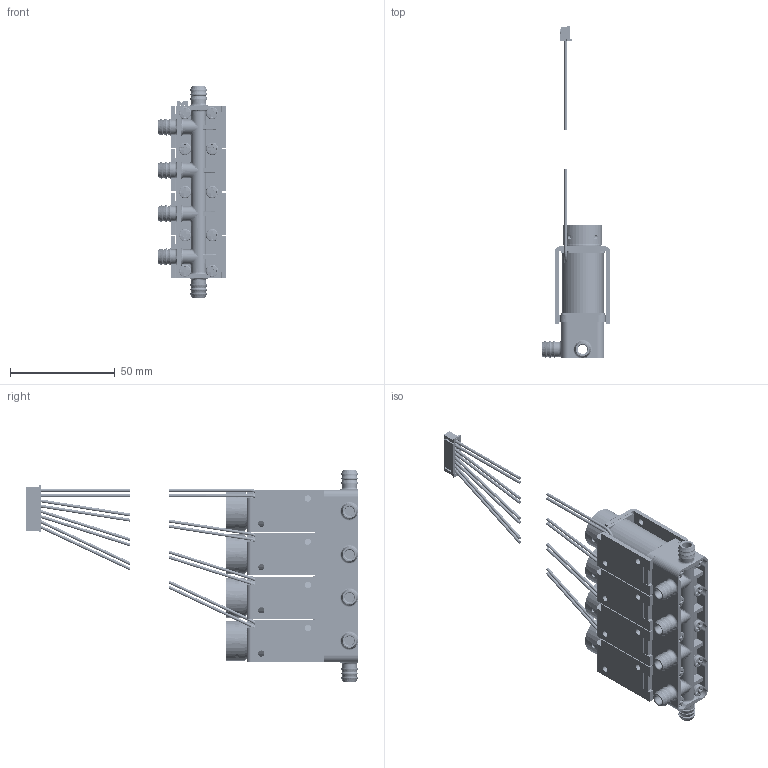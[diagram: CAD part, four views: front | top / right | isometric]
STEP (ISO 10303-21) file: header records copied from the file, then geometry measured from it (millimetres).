
FILE_DESCRIPTION((''),'2;1');
FILE_NAME('KSV10WA-12AB','2018-03-23T',('fuhq'),(''),'CREO PARAMETRIC BY PTC INC, 2015200','CREO PARAMETRIC BY PTC INC, 2015200','');
FILE_SCHEMA(('CONFIG_CONTROL_DESIGN'));
Products named in the file (1): KSV10WA-12AB
Bounding box: 32.35 x 158.05 x 100.6 mm (x, y, z)
Volume: 4170 mm3; surface area: 55887.9 mm2
Topology: 20 solids, 21 shells, 2970 faces, 8133 edges, 5155 vertices
Faces by surface type: cylinder 1200, plane 975, torus 482, bspline 229, cone 52, sphere 32
Entity records: 133571 total; most frequent: CARTESIAN_POINT 60443, ORIENTED_EDGE 16206, DIRECTION 14318, EDGE_CURVE 8103, AXIS2_PLACEMENT_3D 5398, VERTEX_POINT 5155, VECTOR 3522, LINE 3522
